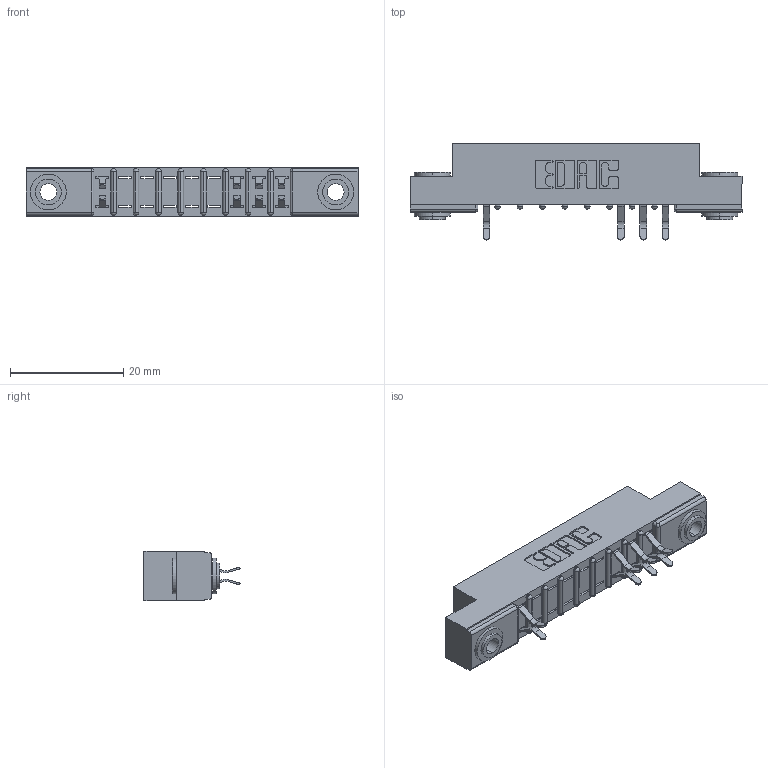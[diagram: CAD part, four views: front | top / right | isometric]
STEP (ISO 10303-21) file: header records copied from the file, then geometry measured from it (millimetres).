
FILE_DESCRIPTION (( 'STEP AP203' ), '1' );
FILE_NAME ('357-018-556-203.STEP', '2018-08-08T05:46:36', ( '' ), ( '' ), 'SwSTEP 2.0', 'SolidWorks 2016', '' );
FILE_SCHEMA (( 'CONFIG_CONTROL_DESIGN' ));
Length unit declared in the file: inch
Products named in the file (4): 357-018-556-203; 307 Part_.156 Dia Mounting Holes; 307-290-001_556; 345-250-002_345-250-002-102
Assembly tree (11 placements, depth 2):
  357-018-556-203
    307 Part_.156 Dia Mounting Holes
    307-290-001_556  x8
    345-250-002_345-250-002-102  x2
Bounding box: 58.67 x 16.97 x 8.71 mm (x, y, z)
Volume: 3709.7 mm3; surface area: 5349.1 mm2
Topology: 11 solids, 11 shells, 680 faces, 1891 edges, 1218 vertices
Faces by surface type: plane 418, cylinder 234, sphere 20, cone 8
Entity records: 12921 total; most frequent: CARTESIAN_POINT 2148, ORIENTED_EDGE 2126, DIRECTION 2123, EDGE_CURVE 1063, LINE 793, VECTOR 793, VERTEX_POINT 690, AXIS2_PLACEMENT_3D 665
